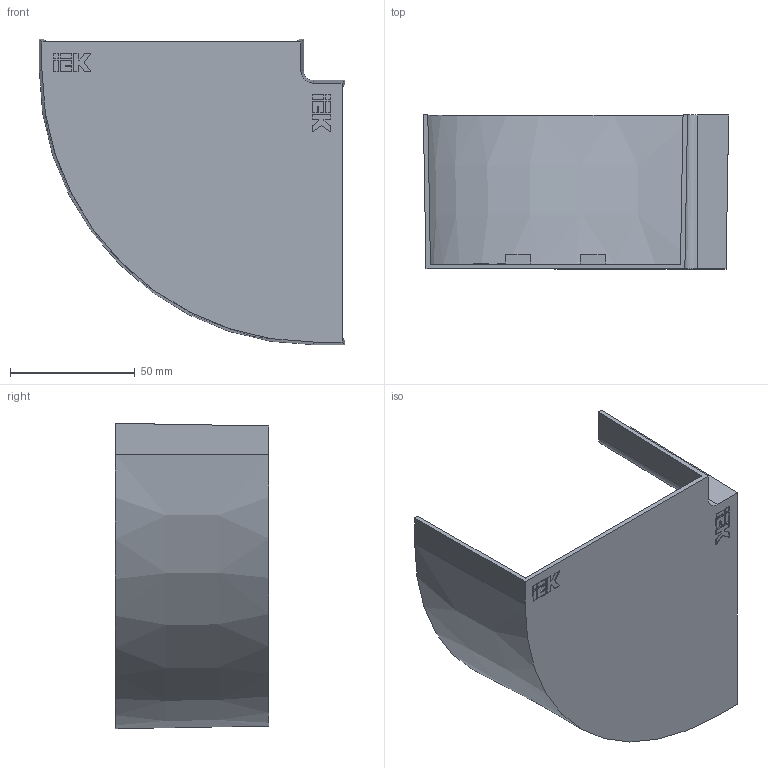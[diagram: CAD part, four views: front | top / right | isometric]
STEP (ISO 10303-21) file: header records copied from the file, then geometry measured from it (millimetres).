
FILE_DESCRIPTION (( 'STEP AP214' ), '1' );
FILE_NAME ('ÊÌÏ 100õ60 (2 î÷åðåäü)_èçì.1.STEP', '2016-06-22T09:02:25', ( '' ), ( '' ), 'SwSTEP 2.0', 'SolidWorks 2014', '' );
FILE_SCHEMA (( 'AUTOMOTIVE_DESIGN' ));
Length unit declared in the file: millimetre
Products named in the file (1): ÊÌÏ 100õ60 (2 î÷åðåäü)_èçì.1
Bounding box: 122.45 x 61.6 x 122.45 mm (x, y, z)
Volume: 45579.1 mm3; surface area: 52164 mm2
Topology: 1 solids, 1 shells, 298 faces, 807 edges, 538 vertices
Faces by surface type: plane 197, bspline 93, cylinder 4, cone 4
Entity records: 12095 total; most frequent: CARTESIAN_POINT 5169, ORIENTED_EDGE 1614, DIRECTION 1049, EDGE_CURVE 807, VECTOR 605, LINE 605, VERTEX_POINT 538, EDGE_LOOP 325
